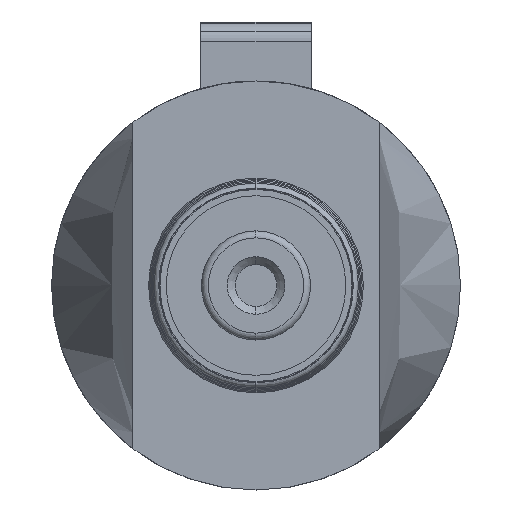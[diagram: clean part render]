
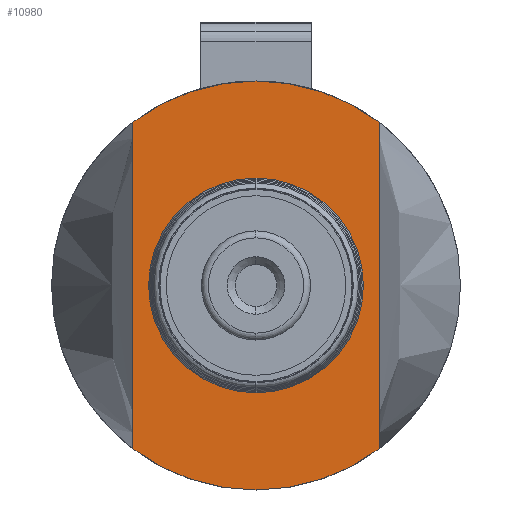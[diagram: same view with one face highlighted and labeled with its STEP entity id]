
A CAD part, left-side view. The second image highlights one B-rep face of the part: STEP entity #10980.
In plain terms, the highlighted planar face has unit normal (-1, 0, 0).
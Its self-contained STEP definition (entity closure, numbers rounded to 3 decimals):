
#20 = ORIENTED_EDGE ( 'NONE', *, *, #418, .T. ) ;
#418 = EDGE_CURVE ( 'NONE', #1997, #9298, #8290, .T. ) ;
#496 = ORIENTED_EDGE ( 'NONE', *, *, #7576, .F. ) ;
#598 = CARTESIAN_POINT ( 'NONE',  ( 178.638, 6.2, 14.855 ) ) ;
#741 = CARTESIAN_POINT ( 'NONE',  ( 178.638, 0., 0. ) ) ;
#948 = ORIENTED_EDGE ( 'NONE', *, *, #3567, .F. ) ;
#1163 = CARTESIAN_POINT ( 'NONE',  ( 178.638, -6.2, 14.855 ) ) ;
#1258 = LINE ( 'NONE', #1163, #4950 ) ;
#1456 = CARTESIAN_POINT ( 'NONE',  ( 178.638, 0., 4.467 ) ) ;
#1636 = CIRCLE ( 'NONE', #2061, 10.3 ) ;
#1639 = ORIENTED_EDGE ( 'NONE', *, *, #6044, .F. ) ;
#1683 = DIRECTION ( 'NONE',  ( 1., 0., 0. ) ) ;
#1997 = VERTEX_POINT ( 'NONE', #1456 ) ;
#2061 = AXIS2_PLACEMENT_3D ( 'NONE', #10101, #10173, #6682 ) ;
#2098 = ORIENTED_EDGE ( 'NONE', *, *, #5216, .F. ) ;
#2104 = VERTEX_POINT ( 'NONE', #7103 ) ;
#2191 = DIRECTION ( 'NONE',  ( 0., 0., 1. ) ) ;
#2360 = CIRCLE ( 'NONE', #8281, 10.3 ) ;
#2748 = CIRCLE ( 'NONE', #7341, 4.467 ) ;
#2839 = CARTESIAN_POINT ( 'NONE',  ( 178.638, 6.2, -8.225 ) ) ;
#3133 = CARTESIAN_POINT ( 'NONE',  ( 178.638, -6.2, 8.225 ) ) ;
#3381 = PLANE ( 'NONE',  #6314 ) ;
#3486 = AXIS2_PLACEMENT_3D ( 'NONE', #7598, #10233, #11077 ) ;
#3567 = EDGE_CURVE ( 'NONE', #10611, #8131, #4690, .T. ) ;
#3814 = ORIENTED_EDGE ( 'NONE', *, *, #4511, .F. ) ;
#4009 = VECTOR ( 'NONE', #2191, 1000. ) ;
#4220 = CIRCLE ( 'NONE', #3486, 10.3 ) ;
#4511 = EDGE_CURVE ( 'NONE', #10847, #9056, #4220, .T. ) ;
#4610 = CARTESIAN_POINT ( 'NONE',  ( 178.638, 0., -4.467 ) ) ;
#4690 = LINE ( 'NONE', #598, #4009 ) ;
#4950 = VECTOR ( 'NONE', #10603, 1000. ) ;
#5171 = EDGE_CURVE ( 'NONE', #9298, #1997, #2748, .T. ) ;
#5216 = EDGE_CURVE ( 'NONE', #8131, #10847, #2360, .T. ) ;
#5520 = FACE_OUTER_BOUND ( 'NONE', #6608, .T. ) ;
#5641 = CARTESIAN_POINT ( 'NONE',  ( 178.638, 6.2, 8.225 ) ) ;
#6037 = DIRECTION ( 'NONE',  ( 0., 0., 1. ) ) ;
#6044 = EDGE_CURVE ( 'NONE', #2104, #10611, #1636, .T. ) ;
#6100 = CARTESIAN_POINT ( 'NONE',  ( 178.638, 0., 0. ) ) ;
#6212 = EDGE_LOOP ( 'NONE', ( #20, #9120 ) ) ;
#6314 = AXIS2_PLACEMENT_3D ( 'NONE', #9475, #9552, #10454 ) ;
#6608 = EDGE_LOOP ( 'NONE', ( #2098, #948, #1639, #496, #3814 ) ) ;
#6682 = DIRECTION ( 'NONE',  ( 0., 0., 1. ) ) ;
#7103 = CARTESIAN_POINT ( 'NONE',  ( 178.638, -6.2, -8.225 ) ) ;
#7155 = FACE_BOUND ( 'NONE', #6212, .T. ) ;
#7341 = AXIS2_PLACEMENT_3D ( 'NONE', #6100, #8665, #7782 ) ;
#7576 = EDGE_CURVE ( 'NONE', #9056, #2104, #1258, .T. ) ;
#7598 = CARTESIAN_POINT ( 'NONE',  ( 178.638, 0., 0. ) ) ;
#7782 = DIRECTION ( 'NONE',  ( 0., 0., 1. ) ) ;
#7791 = AXIS2_PLACEMENT_3D ( 'NONE', #741, #1683, #10421 ) ;
#8131 = VERTEX_POINT ( 'NONE', #5641 ) ;
#8281 = AXIS2_PLACEMENT_3D ( 'NONE', #10372, #11239, #6037 ) ;
#8290 = CIRCLE ( 'NONE', #7791, 4.467 ) ;
#8665 = DIRECTION ( 'NONE',  ( 1., 0., 0. ) ) ;
#9056 = VERTEX_POINT ( 'NONE', #3133 ) ;
#9120 = ORIENTED_EDGE ( 'NONE', *, *, #5171, .T. ) ;
#9298 = VERTEX_POINT ( 'NONE', #4610 ) ;
#9475 = CARTESIAN_POINT ( 'NONE',  ( 178.638, -10.3, 0. ) ) ;
#9552 = DIRECTION ( 'NONE',  ( 1., 0., 0. ) ) ;
#10101 = CARTESIAN_POINT ( 'NONE',  ( 178.638, 0., 0. ) ) ;
#10173 = DIRECTION ( 'NONE',  ( 1., 0., 0. ) ) ;
#10233 = DIRECTION ( 'NONE',  ( 1., 0., 0. ) ) ;
#10372 = CARTESIAN_POINT ( 'NONE',  ( 178.638, 0., 0. ) ) ;
#10421 = DIRECTION ( 'NONE',  ( 0., 0., 1. ) ) ;
#10454 = DIRECTION ( 'NONE',  ( 0., 0., 1. ) ) ;
#10603 = DIRECTION ( 'NONE',  ( 0., 0., -1. ) ) ;
#10611 = VERTEX_POINT ( 'NONE', #2839 ) ;
#10847 = VERTEX_POINT ( 'NONE', #11038 ) ;
#10980 = ADVANCED_FACE ( 'NONE', ( #5520, #7155 ), #3381, .F. ) ;
#11038 = CARTESIAN_POINT ( 'NONE',  ( 178.638, 0., 10.3 ) ) ;
#11077 = DIRECTION ( 'NONE',  ( 0., 0., 1. ) ) ;
#11239 = DIRECTION ( 'NONE',  ( 1., 0., 0. ) ) ;
